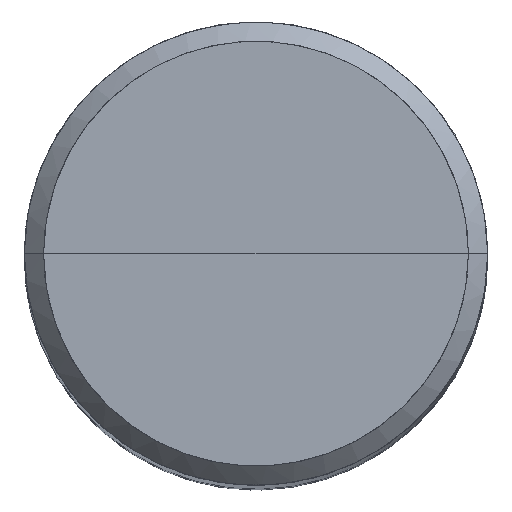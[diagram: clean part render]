
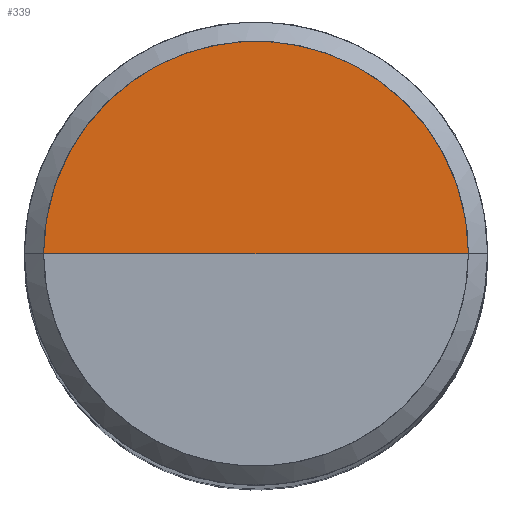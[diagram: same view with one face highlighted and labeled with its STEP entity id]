
A CAD part, top view. The second image highlights one B-rep face of the part: STEP entity #339.
In plain terms, the highlighted free-form (B-spline) face has degree [1, 2] with [2, 5] control points.
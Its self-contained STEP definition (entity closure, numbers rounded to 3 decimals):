
#76=CARTESIAN_POINT('',(-5.5,0.,52.));
#80=CARTESIAN_POINT('',(5.5,0.,52.));
#81=CARTESIAN_POINT('',(0.,0.,52.));
#85=CARTESIAN_POINT('',(5.5,5.5,52.));
#86=CARTESIAN_POINT('',(0.,5.5,52.));
#87=CARTESIAN_POINT('',(-5.5,5.5,52.));
#324=(
BOUNDED_SURFACE()
B_SPLINE_SURFACE(1,2,(
(#80,#85,#86,#87,#76),
(#81,#81,#81,#81,#81)
), .UNSPECIFIED.,.F.,.F.,.F.)
B_SPLINE_SURFACE_WITH_KNOTS((2,2),(3,2,3),(
0.,1.),(
0.,0.5,1.), .UNSPECIFIED.)
GEOMETRIC_REPRESENTATION_ITEM()
RATIONAL_B_SPLINE_SURFACE(((1.,0.707,1.,0.707,1.),
(1.,0.707,1.,0.707,1.)
))
REPRESENTATION_ITEM('')
SURFACE()
);
#325=(
BOUNDED_CURVE()
B_SPLINE_CURVE(2,(#76,#87,#86,#85,#80),.UNSPECIFIED.,.F.,.F.)
B_SPLINE_CURVE_WITH_KNOTS((3,2,3),
(0.,0.5,1.),.UNSPECIFIED.)
CURVE()
GEOMETRIC_REPRESENTATION_ITEM()
RATIONAL_B_SPLINE_CURVE((1.,0.707,1.,0.707,1.))
REPRESENTATION_ITEM('')
);
#326=(
BOUNDED_CURVE()
B_SPLINE_CURVE(1,(#80,#81),.UNSPECIFIED.,.F.,.F.)
B_SPLINE_CURVE_WITH_KNOTS((2,2),
(0.,1.),.UNSPECIFIED.)
CURVE()
GEOMETRIC_REPRESENTATION_ITEM()
RATIONAL_B_SPLINE_CURVE((1.,1.))
REPRESENTATION_ITEM('')
);
#327=(
BOUNDED_CURVE()
B_SPLINE_CURVE(1,(#81,#76),.UNSPECIFIED.,.F.,.F.)
B_SPLINE_CURVE_WITH_KNOTS((2,2),
(0.,1.),.UNSPECIFIED.)
CURVE()
GEOMETRIC_REPRESENTATION_ITEM()
RATIONAL_B_SPLINE_CURVE((1.,1.))
REPRESENTATION_ITEM('')
);
#328=VERTEX_POINT('',#76);
#329=VERTEX_POINT('',#80);
#330=VERTEX_POINT('',#81);
#331=EDGE_CURVE('',#328,#329,#325,.T.);
#332=EDGE_CURVE('',#329,#330,#326,.T.);
#333=EDGE_CURVE('',#330,#328,#327,.T.);
#334=ORIENTED_EDGE('',*,*,#331,.T.);
#335=ORIENTED_EDGE('',*,*,#332,.T.);
#336=ORIENTED_EDGE('',*,*,#333,.T.);
#337=EDGE_LOOP('',(#334,#335,#336));
#338=FACE_OUTER_BOUND('',#337,.T.);
#339=ADVANCED_FACE('',(#338),#324,.T.);
